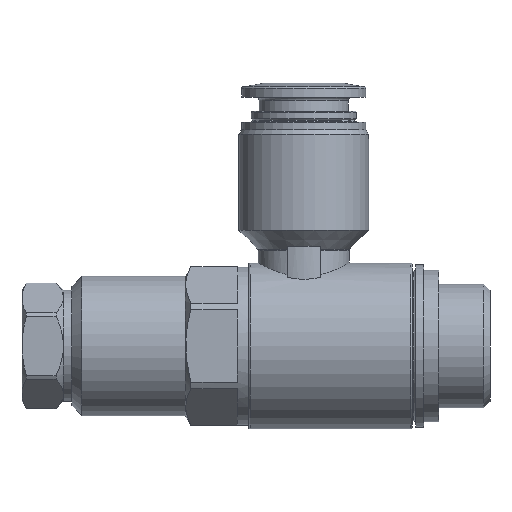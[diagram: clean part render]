
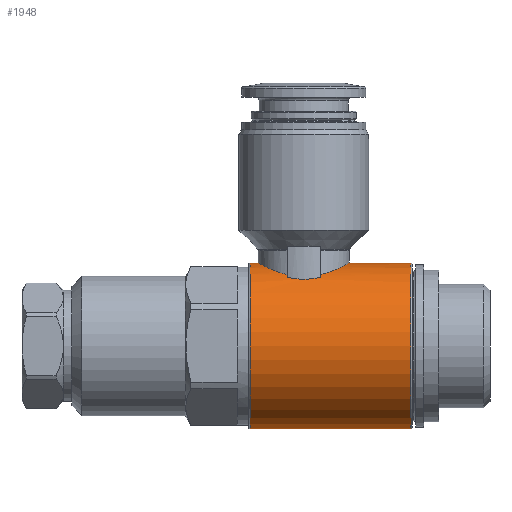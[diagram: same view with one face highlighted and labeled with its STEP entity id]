
A CAD part, left-side view. The second image highlights one B-rep face of the part: STEP entity #1948.
In plain terms, the highlighted cylindrical face has radius 11.2 mm (diameter 22.4 mm), a full revolution.
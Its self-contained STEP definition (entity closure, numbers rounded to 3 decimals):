
#165=B_SPLINE_CURVE_WITH_KNOTS('',3,(#2669,#2670,#2671,#2672,#2673,#2674,
#2675,#2676,#2677),.UNSPECIFIED.,.F.,.F.,(4,1,1,1,1,1,4),(0.022,
0.026,0.028,0.029,0.031,
0.033,0.037),.UNSPECIFIED.);
#166=B_SPLINE_CURVE_WITH_KNOTS('',3,(#2681,#2682,#2683,#2684,#2685),
 .UNSPECIFIED.,.F.,.F.,(4,1,4),(0.,0.002,0.005),
 .UNSPECIFIED.);
#167=B_SPLINE_CURVE_WITH_KNOTS('',3,(#2689,#2690,#2691,#2692,#2693,#2694,
#2695,#2696,#2697),.UNSPECIFIED.,.F.,.F.,(4,1,1,1,1,1,4),(0.002,
0.006,0.008,0.01,0.012,
0.014,0.017),.UNSPECIFIED.);
#168=B_SPLINE_CURVE_WITH_KNOTS('',3,(#2701,#2702,#2703,#2704,#2705),
 .UNSPECIFIED.,.F.,.F.,(4,1,4),(0.,0.002,0.005),
 .UNSPECIFIED.);
#207=ORIENTED_EDGE('',*,*,#553,.F.);
#208=ORIENTED_EDGE('',*,*,#554,.T.);
#209=ORIENTED_EDGE('',*,*,#555,.F.);
#210=ORIENTED_EDGE('',*,*,#556,.F.);
#211=ORIENTED_EDGE('',*,*,#557,.F.);
#212=ORIENTED_EDGE('',*,*,#558,.F.);
#213=ORIENTED_EDGE('',*,*,#559,.F.);
#214=ORIENTED_EDGE('',*,*,#560,.F.);
#215=ORIENTED_EDGE('',*,*,#561,.F.);
#216=ORIENTED_EDGE('',*,*,#562,.F.);
#553=EDGE_CURVE('',#726,#726,#853,.T.);
#554=EDGE_CURVE('',#727,#727,#854,.T.);
#555=EDGE_CURVE('',#728,#729,#855,.T.);
#556=EDGE_CURVE('',#730,#728,#165,.T.);
#557=EDGE_CURVE('',#731,#730,#856,.T.);
#558=EDGE_CURVE('',#732,#731,#166,.T.);
#559=EDGE_CURVE('',#733,#732,#857,.T.);
#560=EDGE_CURVE('',#734,#733,#167,.T.);
#561=EDGE_CURVE('',#735,#734,#858,.T.);
#562=EDGE_CURVE('',#729,#735,#168,.T.);
#726=VERTEX_POINT('',#2663);
#727=VERTEX_POINT('',#2665);
#728=VERTEX_POINT('',#2667);
#729=VERTEX_POINT('',#2668);
#730=VERTEX_POINT('',#2678);
#731=VERTEX_POINT('',#2680);
#732=VERTEX_POINT('',#2686);
#733=VERTEX_POINT('',#2688);
#734=VERTEX_POINT('',#2698);
#735=VERTEX_POINT('',#2700);
#853=CIRCLE('',#2051,11.2);
#854=CIRCLE('',#2052,11.2);
#855=CIRCLE('',#2053,11.2);
#856=CIRCLE('',#2054,11.2);
#857=CIRCLE('',#2055,11.2);
#858=CIRCLE('',#2056,11.2);
#946=EDGE_LOOP('',(#207));
#947=EDGE_LOOP('',(#208));
#948=EDGE_LOOP('',(#209,#210,#211,#212,#213,#214,#215,#216));
#1092=FACE_BOUND('',#946,.T.);
#1093=FACE_BOUND('',#947,.T.);
#1094=FACE_BOUND('',#948,.T.);
#1238=CYLINDRICAL_SURFACE('',#2050,11.2);
#1948=ADVANCED_FACE('',(#1092,#1093,#1094),#1238,.T.);
#2050=AXIS2_PLACEMENT_3D('',#2661,#2242,#2243);
#2051=AXIS2_PLACEMENT_3D('',#2662,#2244,#2245);
#2052=AXIS2_PLACEMENT_3D('',#2664,#2246,#2247);
#2053=AXIS2_PLACEMENT_3D('',#2666,#2248,#2249);
#2054=AXIS2_PLACEMENT_3D('',#2679,#2250,#2251);
#2055=AXIS2_PLACEMENT_3D('',#2687,#2252,#2253);
#2056=AXIS2_PLACEMENT_3D('',#2699,#2254,#2255);
#2242=DIRECTION('',(0.,-1.,0.));
#2243=DIRECTION('',(0.,0.,-1.));
#2244=DIRECTION('',(0.,-1.,0.));
#2245=DIRECTION('',(0.,0.,-1.));
#2246=DIRECTION('',(0.,-1.,0.));
#2247=DIRECTION('',(0.,0.,-1.));
#2248=DIRECTION('',(0.,-1.,0.));
#2249=DIRECTION('',(0.,0.,-1.));
#2250=DIRECTION('',(0.,-1.,0.));
#2251=DIRECTION('',(0.,0.,-1.));
#2252=DIRECTION('',(0.,1.,0.));
#2253=DIRECTION('',(0.,0.,1.));
#2254=DIRECTION('',(0.,1.,0.));
#2255=DIRECTION('',(0.,0.,1.));
#2661=CARTESIAN_POINT('',(0.,-6.95,0.));
#2662=CARTESIAN_POINT('',(0.,3.75,0.));
#2663=CARTESIAN_POINT('',(0.,3.75,-11.2));
#2664=CARTESIAN_POINT('',(0.,25.45,0.));
#2665=CARTESIAN_POINT('',(0.,25.45,-11.2));
#2666=CARTESIAN_POINT('',(0.,20.45,0.));
#2667=CARTESIAN_POINT('',(-5.724,20.45,9.627));
#2668=CARTESIAN_POINT('',(-6.258,20.45,9.289));
#2669=CARTESIAN_POINT('',(5.724,20.45,9.627));
#2670=CARTESIAN_POINT('',(5.27,21.604,9.897));
#2671=CARTESIAN_POINT('',(4.106,23.054,10.519));
#2672=CARTESIAN_POINT('',(1.892,24.151,11.089));
#2673=CARTESIAN_POINT('',(0.007,24.448,11.255));
#2674=CARTESIAN_POINT('',(-1.882,24.155,11.091));
#2675=CARTESIAN_POINT('',(-4.11,23.056,10.519));
#2676=CARTESIAN_POINT('',(-5.277,21.585,9.892));
#2677=CARTESIAN_POINT('',(-5.724,20.45,9.627));
#2678=CARTESIAN_POINT('',(5.724,20.45,9.627));
#2679=CARTESIAN_POINT('',(0.,20.45,0.));
#2680=CARTESIAN_POINT('',(6.258,20.45,9.289));
#2681=CARTESIAN_POINT('',(6.258,15.95,9.289));
#2682=CARTESIAN_POINT('',(6.514,16.664,9.116));
#2683=CARTESIAN_POINT('',(6.786,18.198,8.908));
#2684=CARTESIAN_POINT('',(6.515,19.736,9.116));
#2685=CARTESIAN_POINT('',(6.258,20.45,9.289));
#2686=CARTESIAN_POINT('',(6.258,15.95,9.289));
#2687=CARTESIAN_POINT('',(0.,15.95,0.));
#2688=CARTESIAN_POINT('',(5.724,15.95,9.627));
#2689=CARTESIAN_POINT('',(-5.724,15.95,9.627));
#2690=CARTESIAN_POINT('',(-5.273,14.805,9.895));
#2691=CARTESIAN_POINT('',(-4.104,13.342,10.52));
#2692=CARTESIAN_POINT('',(-1.891,12.249,11.089));
#2693=CARTESIAN_POINT('',(-0.009,11.952,11.255));
#2694=CARTESIAN_POINT('',(1.882,12.245,11.091));
#2695=CARTESIAN_POINT('',(4.112,13.346,10.518));
#2696=CARTESIAN_POINT('',(5.276,14.812,9.893));
#2697=CARTESIAN_POINT('',(5.724,15.95,9.627));
#2698=CARTESIAN_POINT('',(-5.724,15.95,9.627));
#2699=CARTESIAN_POINT('',(0.,15.95,0.));
#2700=CARTESIAN_POINT('',(-6.258,15.95,9.289));
#2701=CARTESIAN_POINT('',(-6.258,20.45,9.289));
#2702=CARTESIAN_POINT('',(-6.514,19.736,9.116));
#2703=CARTESIAN_POINT('',(-6.786,18.202,8.908));
#2704=CARTESIAN_POINT('',(-6.515,16.664,9.116));
#2705=CARTESIAN_POINT('',(-6.258,15.95,9.289));
